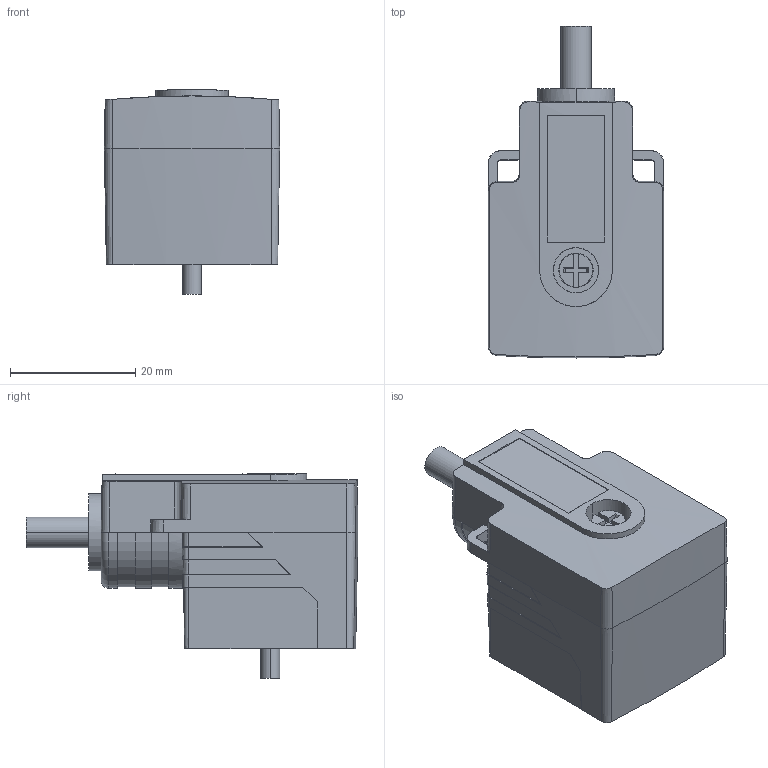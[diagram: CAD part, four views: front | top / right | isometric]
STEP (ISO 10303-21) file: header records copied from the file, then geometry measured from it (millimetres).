
FILE_DESCRIPTION((''),'2;1');
FILE_NAME('CAD-9235_SW0001','2025-01-30T10:23:13',('creinig-se'),(''),'CREO PARAMETRIC BY PTC INC, 2022284','CREO PARAMETRIC BY PTC INC, 2022284','');
FILE_SCHEMA(('CONFIG_CONTROL_DESIGN','SHAPE_APPEARANCE_LAYERS_GROUPS'));
Length unit declared in the file: millimetre
Products named in the file (1): CAD-9235_SW0001
Bounding box: 28 x 53 x 32.67 mm (x, y, z)
Volume: 23949.8 mm3; surface area: 6277.1 mm2
Topology: 1 solids, 1 shells, 350 faces, 973 edges, 646 vertices
Faces by surface type: plane 295, cone 32, cylinder 22, torus 1
Entity records: 13850 total; most frequent: CARTESIAN_POINT 2253, ORIENTED_EDGE 1946, DIRECTION 1710, EDGE_CURVE 973, VECTOR 830, LINE 830, VERTEX_POINT 646, AXIS2_PLACEMENT_3D 440
